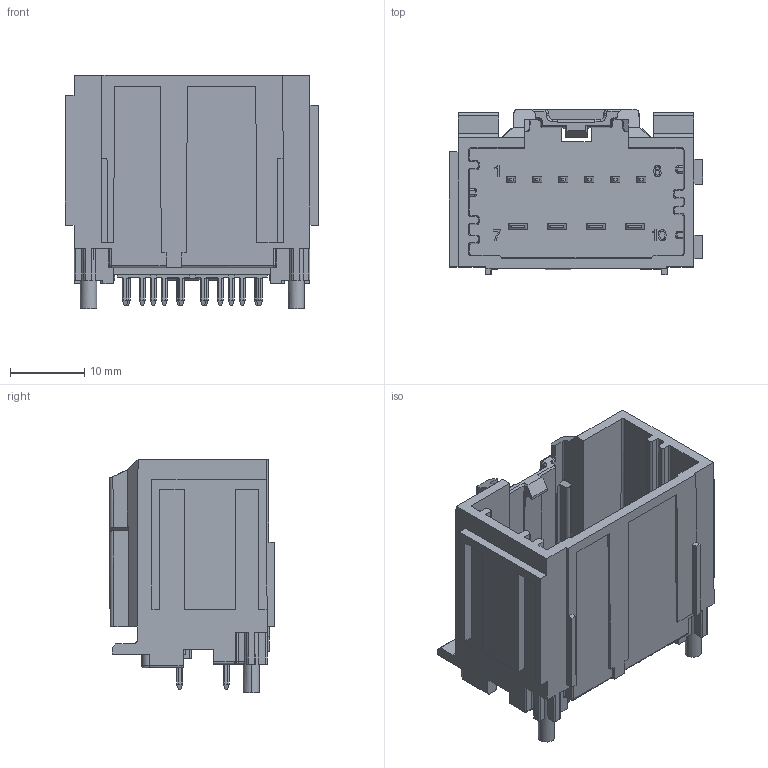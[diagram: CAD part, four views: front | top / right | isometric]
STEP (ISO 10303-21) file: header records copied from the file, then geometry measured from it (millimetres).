
FILE_DESCRIPTION((''),'2;1');
FILE_NAME('346950100','2013-12-24T',('me'),(''),'PRO/ENGINEER BY PARAMETRIC TECHNOLOGY CORPORATION, 2011490','PRO/ENGINEER BY PARAMETRIC TECHNOLOGY CORPORATION, 2011490','');
FILE_SCHEMA(('CONFIG_CONTROL_DESIGN'));
Products named in the file (1): 346950100
Bounding box: 34.1 x 22.2 x 31.38 mm (x, y, z)
Volume: 5651.3 mm3; surface area: 8026.1 mm2
Topology: 1 solids, 1 shells, 1701 faces, 4881 edges, 3201 vertices
Faces by surface type: plane 1329, cylinder 294, bspline 47, sphere 24, cone 4, torus 3
Entity records: 56443 total; most frequent: CARTESIAN_POINT 12715, ORIENTED_EDGE 9650, DIRECTION 8130, EDGE_CURVE 4825, VECTOR 4030, LINE 4030, VERTEX_POINT 3169, AXIS2_PLACEMENT_3D 2050
